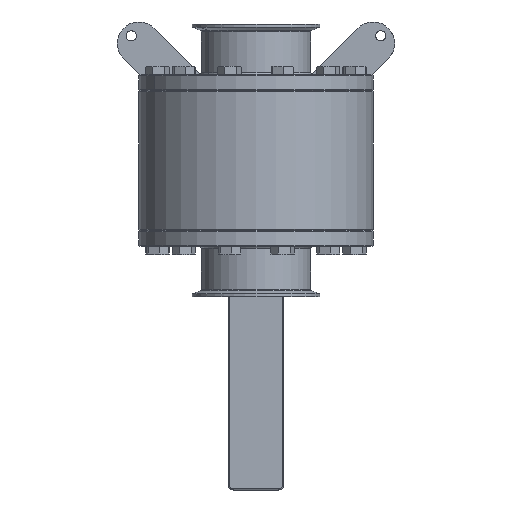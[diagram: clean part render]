
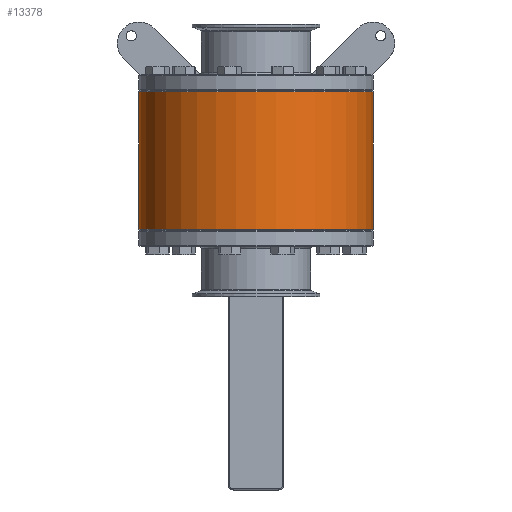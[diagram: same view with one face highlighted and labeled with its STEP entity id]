
A CAD part, front view. The second image highlights one B-rep face of the part: STEP entity #13378.
In plain terms, the highlighted cylindrical face has radius 109 mm (diameter 218 mm), a partial arc.
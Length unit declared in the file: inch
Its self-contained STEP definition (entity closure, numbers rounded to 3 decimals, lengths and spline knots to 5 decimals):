
#293 = ORIENTED_EDGE ( 'NONE', *, *, #41486, .T. ) ;
#1266 = DIRECTION ( 'NONE',  ( 1., 0., 0. ) ) ;
#1789 = VECTOR ( 'NONE', #58751, 39.37008 ) ;
#7418 = EDGE_CURVE ( 'NONE', #29864, #49631, #49218, .T. ) ;
#9982 = AXIS2_PLACEMENT_3D ( 'NONE', #21985, #16718, #59395 ) ;
#10092 = EDGE_CURVE ( 'NONE', #25043, #45562, #17108, .T. ) ;
#13378 = ADVANCED_FACE ( 'NONE', ( #34338 ), #22012, .T. ) ;
#14221 = CARTESIAN_POINT ( 'NONE',  ( -4.29134, 0., 4.9485 ) ) ;
#16718 = DIRECTION ( 'NONE',  ( 0., 0., 1. ) ) ;
#17108 = CIRCLE ( 'NONE', #58358, 4.29134 ) ;
#17307 = EDGE_LOOP ( 'NONE', ( #54617, #35722, #293, #26923 ) ) ;
#17921 = CARTESIAN_POINT ( 'NONE',  ( 4.29134, 0., 2.51969 ) ) ;
#19983 = DIRECTION ( 'NONE',  ( 0., 0., 1. ) ) ;
#21985 = CARTESIAN_POINT ( 'NONE',  ( 0., 0., 4.9485 ) ) ;
#22012 = CYLINDRICAL_SURFACE ( 'NONE', #9982, 4.29134 ) ;
#22931 = CARTESIAN_POINT ( 'NONE',  ( 4.29134, 0., -2.51969 ) ) ;
#25043 = VERTEX_POINT ( 'NONE', #17921 ) ;
#25830 = CARTESIAN_POINT ( 'NONE',  ( -4.29134, 0., -2.51969 ) ) ;
#26923 = ORIENTED_EDGE ( 'NONE', *, *, #10092, .T. ) ;
#29864 = VERTEX_POINT ( 'NONE', #25830 ) ;
#30448 = CARTESIAN_POINT ( 'NONE',  ( -4.29134, 0., 2.51969 ) ) ;
#32955 = LINE ( 'NONE', #39852, #1789 ) ;
#34338 = FACE_OUTER_BOUND ( 'NONE', #17307, .T. ) ;
#35722 = ORIENTED_EDGE ( 'NONE', *, *, #7418, .T. ) ;
#38419 = CARTESIAN_POINT ( 'NONE',  ( 0., 0., -2.51969 ) ) ;
#38724 = VECTOR ( 'NONE', #47338, 39.37008 ) ;
#39852 = CARTESIAN_POINT ( 'NONE',  ( 4.29134, 0., 4.9485 ) ) ;
#40419 = AXIS2_PLACEMENT_3D ( 'NONE', #38419, #19983, #1266 ) ;
#41486 = EDGE_CURVE ( 'NONE', #49631, #25043, #32955, .T. ) ;
#44429 = DIRECTION ( 'NONE',  ( -1., 0., 0. ) ) ;
#44623 = DIRECTION ( 'NONE',  ( 0., 0., -1. ) ) ;
#45562 = VERTEX_POINT ( 'NONE', #30448 ) ;
#47338 = DIRECTION ( 'NONE',  ( 0., 0., 1. ) ) ;
#49218 = CIRCLE ( 'NONE', #40419, 4.29134 ) ;
#49631 = VERTEX_POINT ( 'NONE', #22931 ) ;
#52567 = EDGE_CURVE ( 'NONE', #29864, #45562, #55488, .T. ) ;
#54580 = CARTESIAN_POINT ( 'NONE',  ( 0., 0., 2.51969 ) ) ;
#54617 = ORIENTED_EDGE ( 'NONE', *, *, #52567, .F. ) ;
#55488 = LINE ( 'NONE', #14221, #38724 ) ;
#58358 = AXIS2_PLACEMENT_3D ( 'NONE', #54580, #44623, #44429 ) ;
#58751 = DIRECTION ( 'NONE',  ( 0., 0., 1. ) ) ;
#59395 = DIRECTION ( 'NONE',  ( 1., 0., 0. ) ) ;
